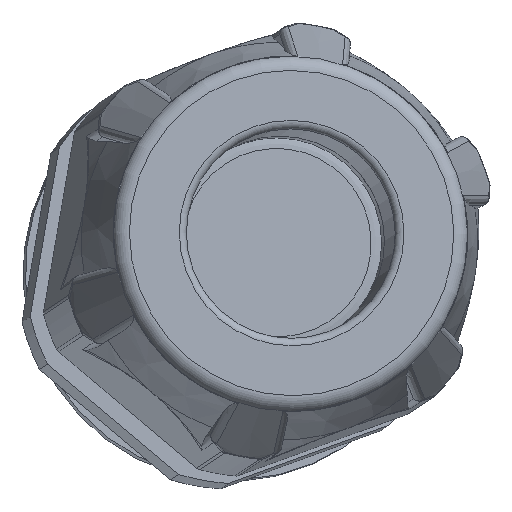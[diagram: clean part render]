
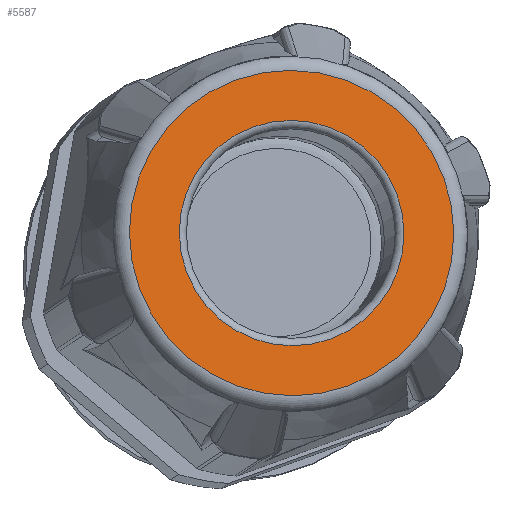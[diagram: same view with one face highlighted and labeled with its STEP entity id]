
A CAD part, left-side view. The second image highlights one B-rep face of the part: STEP entity #5587.
In plain terms, the highlighted face is planar.
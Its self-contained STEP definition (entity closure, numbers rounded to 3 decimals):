
#321=FACE_BOUND('',#1776,.T.);
#1095=PLANE('',#6258);
#1413=FACE_OUTER_BOUND('',#1775,.T.);
#1775=EDGE_LOOP('',(#5210));
#1776=EDGE_LOOP('',(#5211));
#2138=CIRCLE('',#6257,7.085);
#2139=CIRCLE('',#6259,10.231);
#2837=VERTEX_POINT('',#14619);
#2838=VERTEX_POINT('',#14622);
#3634=EDGE_CURVE('',#2837,#2837,#2138,.T.);
#3635=EDGE_CURVE('',#2838,#2838,#2139,.T.);
#5210=ORIENTED_EDGE('',*,*,#3635,.F.);
#5211=ORIENTED_EDGE('',*,*,#3634,.T.);
#5587=ADVANCED_FACE('',(#1413,#321),#1095,.T.);
#6257=AXIS2_PLACEMENT_3D('',#14620,#7766,#7767);
#6258=AXIS2_PLACEMENT_3D('',#14621,#7768,#7769);
#6259=AXIS2_PLACEMENT_3D('',#14623,#7770,#7771);
#7766=DIRECTION('center_axis',(1.,0.,0.));
#7767=DIRECTION('ref_axis',(0.,0.,-1.));
#7768=DIRECTION('center_axis',(-1.,0.,0.));
#7769=DIRECTION('ref_axis',(0.,0.,1.));
#7770=DIRECTION('center_axis',(1.,0.,0.));
#7771=DIRECTION('ref_axis',(0.,0.,-1.));
#14619=CARTESIAN_POINT('',(-22.96,7.085,0.));
#14620=CARTESIAN_POINT('Origin',(-22.96,0.,0.));
#14621=CARTESIAN_POINT('Origin',(-22.96,10.231,0.));
#14622=CARTESIAN_POINT('',(-22.96,10.231,0.));
#14623=CARTESIAN_POINT('Origin',(-22.96,0.,0.));
